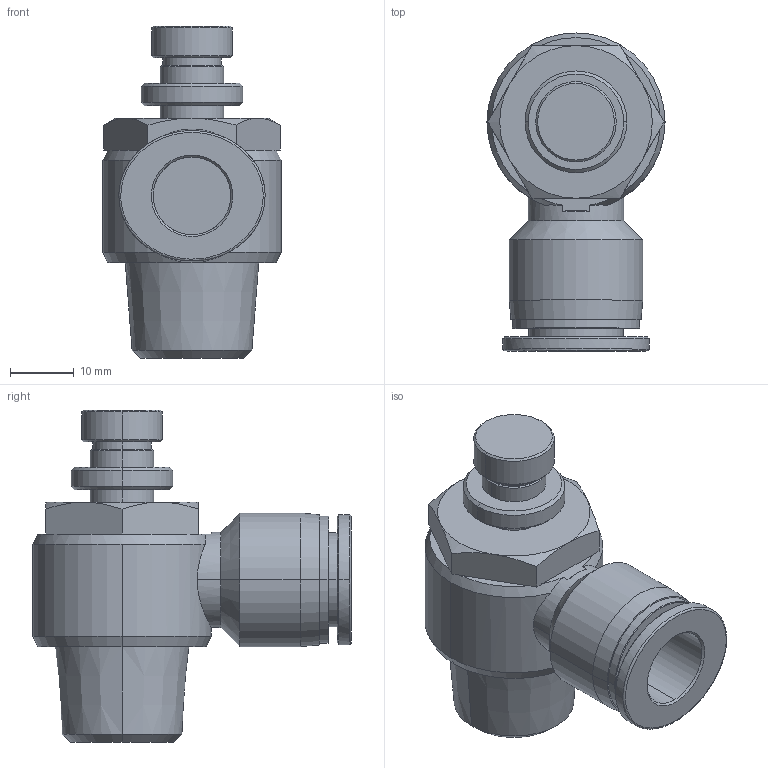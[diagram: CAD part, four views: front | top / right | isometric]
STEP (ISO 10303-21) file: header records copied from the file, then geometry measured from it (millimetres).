
FILE_DESCRIPTION((''),'2;1');
FILE_NAME('NSE1204-mdt.stp','2017-07-22T08:52:55',(''),(''),'Mechanical Desktop 2009','Mechanical Desktop 2009',', , ');
FILE_SCHEMA(('CONFIG_CONTROL_DESIGN'));
Length unit declared in the file: millimetre
Products named in the file (7): NSE1204-MDTA; NSE1204-MDT; NSE; COLLAR-06L; R03; R04; COLLAR-12L
Assembly tree (6 placements, depth 3):
  NSE1204-MDTA
    NSE1204-MDT
    NSE
      COLLAR-06L
      R03
    R04
    COLLAR-12L
Bounding box: 28 x 50 x 52.2 mm (x, y, z)
Volume: 23946.4 mm3; surface area: 7650.1 mm2
Topology: 1 solids, 1 shells, 89 faces, 191 edges, 114 vertices
Faces by surface type: plane 32, cone 28, cylinder 22, bspline 5, torus 2
Entity records: 3416 total; most frequent: CARTESIAN_POINT 1334, DIRECTION 433, ORIENTED_EDGE 382, EDGE_CURVE 191, AXIS2_PLACEMENT_3D 181, VERTEX_POINT 114, EDGE_LOOP 99, CIRCLE 90
